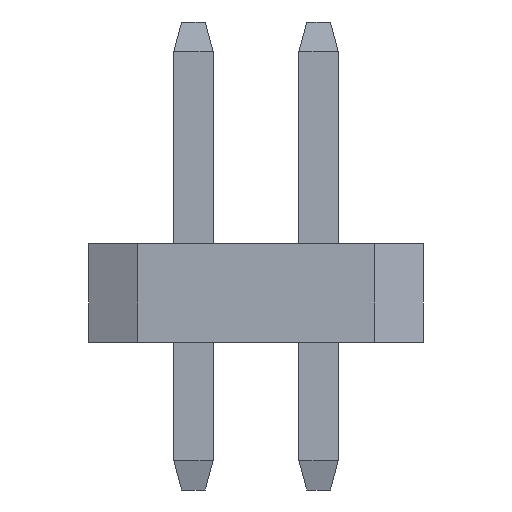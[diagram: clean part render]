
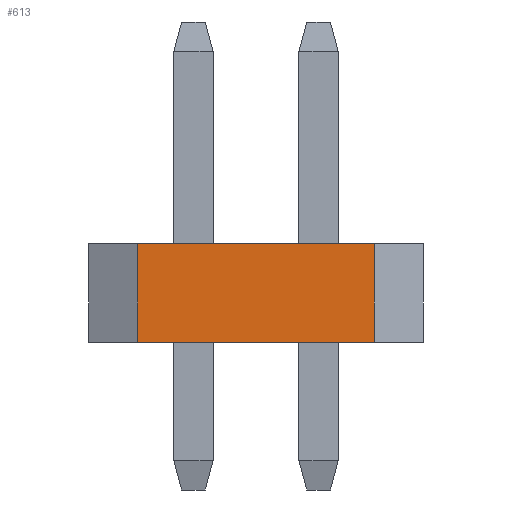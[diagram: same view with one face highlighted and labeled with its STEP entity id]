
A CAD part, left-side view. The second image highlights one B-rep face of the part: STEP entity #613.
In plain terms, the highlighted planar face has unit normal (-1, 0, 0).
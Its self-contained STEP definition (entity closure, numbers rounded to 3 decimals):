
#467 = LINE ( 'NONE', #4076, #1530 ) ;
#613 = ADVANCED_FACE ( 'NONE', ( #5218 ), #11693, .F. ) ;
#649 = CARTESIAN_POINT ( 'NONE',  ( -8.89, -1.7, 0. ) ) ;
#910 = EDGE_CURVE ( 'NONE', #11816, #4953, #2945, .T. ) ;
#1530 = VECTOR ( 'NONE', #13996, 1000. ) ;
#1747 = EDGE_LOOP ( 'NONE', ( #6402, #5784, #3050, #14308 ) ) ;
#1808 = EDGE_CURVE ( 'NONE', #4953, #11018, #4133, .T. ) ;
#2816 = DIRECTION ( 'NONE',  ( 0., 0., 1. ) ) ;
#2945 = LINE ( 'NONE', #649, #11106 ) ;
#3050 = ORIENTED_EDGE ( 'NONE', *, *, #6808, .F. ) ;
#4076 = CARTESIAN_POINT ( 'NONE',  ( -8.89, -1.7, 1. ) ) ;
#4133 = LINE ( 'NONE', #7512, #15780 ) ;
#4721 = CARTESIAN_POINT ( 'NONE',  ( -8.89, -1.2, 1. ) ) ;
#4931 = CARTESIAN_POINT ( 'NONE',  ( -8.89, 1.2, -1.5 ) ) ;
#4953 = VERTEX_POINT ( 'NONE', #7325 ) ;
#5218 = FACE_OUTER_BOUND ( 'NONE', #1747, .T. ) ;
#5784 = ORIENTED_EDGE ( 'NONE', *, *, #1808, .T. ) ;
#6237 = EDGE_CURVE ( 'NONE', #11816, #9346, #14937, .T. ) ;
#6402 = ORIENTED_EDGE ( 'NONE', *, *, #910, .T. ) ;
#6808 = EDGE_CURVE ( 'NONE', #9346, #11018, #467, .T. ) ;
#7325 = CARTESIAN_POINT ( 'NONE',  ( -8.89, -1.2, 0. ) ) ;
#7512 = CARTESIAN_POINT ( 'NONE',  ( -8.89, -1.2, -1.5 ) ) ;
#7956 = DIRECTION ( 'NONE',  ( 0., -1., 0. ) ) ;
#8208 = DIRECTION ( 'NONE',  ( 0., 0., -1. ) ) ;
#8708 = DIRECTION ( 'NONE',  ( 0., 0., 1. ) ) ;
#9346 = VERTEX_POINT ( 'NONE', #9721 ) ;
#9721 = CARTESIAN_POINT ( 'NONE',  ( -8.89, 1.2, 1. ) ) ;
#10945 = VECTOR ( 'NONE', #8708, 1000. ) ;
#11018 = VERTEX_POINT ( 'NONE', #4721 ) ;
#11106 = VECTOR ( 'NONE', #7956, 1000. ) ;
#11536 = DIRECTION ( 'NONE',  ( 1., 0., 0. ) ) ;
#11693 = PLANE ( 'NONE',  #12920 ) ;
#11816 = VERTEX_POINT ( 'NONE', #13830 ) ;
#12920 = AXIS2_PLACEMENT_3D ( 'NONE', #14061, #11536, #8208 ) ;
#13830 = CARTESIAN_POINT ( 'NONE',  ( -8.89, 1.2, 0. ) ) ;
#13996 = DIRECTION ( 'NONE',  ( 0., -1., 0. ) ) ;
#14061 = CARTESIAN_POINT ( 'NONE',  ( -8.89, -1.7, 1. ) ) ;
#14308 = ORIENTED_EDGE ( 'NONE', *, *, #6237, .F. ) ;
#14937 = LINE ( 'NONE', #4931, #10945 ) ;
#15780 = VECTOR ( 'NONE', #2816, 1000. ) ;
